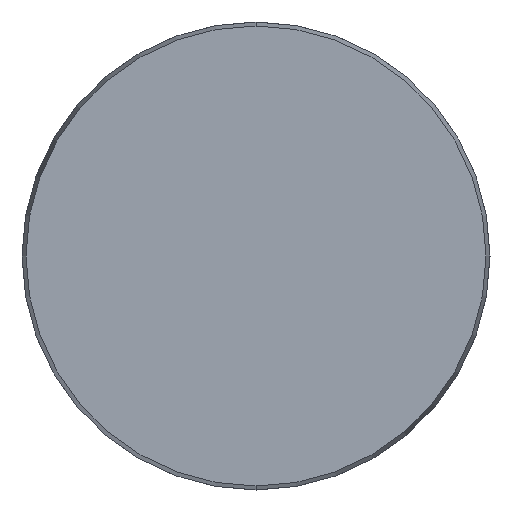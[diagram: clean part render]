
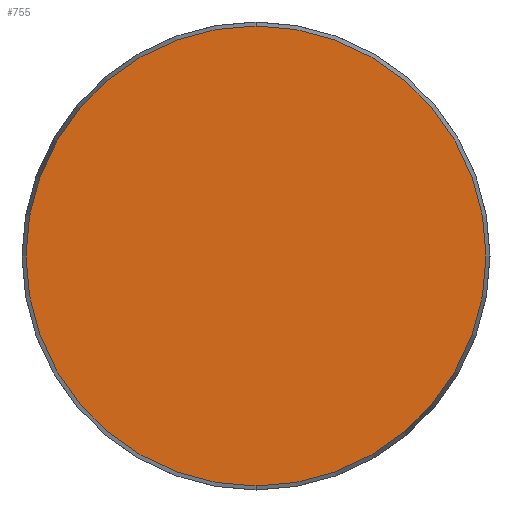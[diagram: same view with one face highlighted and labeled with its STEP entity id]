
A CAD part, front view. The second image highlights one B-rep face of the part: STEP entity #755.
In plain terms, the highlighted planar face has unit normal (0, -1, 0).
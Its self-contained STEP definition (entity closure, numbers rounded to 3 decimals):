
#13 = ORIENTED_EDGE ( 'NONE', *, *, #563, .T. ) ;
#15 = DIRECTION ( 'NONE',  ( 0., 0., 1. ) ) ;
#32 = EDGE_CURVE ( 'NONE', #214, #424, #610, .T. ) ;
#35 = CARTESIAN_POINT ( 'NONE',  ( -49.143, 0., 0. ) ) ;
#70 = ORIENTED_EDGE ( 'NONE', *, *, #32, .T. ) ;
#80 = AXIS2_PLACEMENT_3D ( 'NONE', #805, #422, #397 ) ;
#108 = AXIS2_PLACEMENT_3D ( 'NONE', #869, #161, #155 ) ;
#155 = DIRECTION ( 'NONE',  ( 0., 0., -1. ) ) ;
#161 = DIRECTION ( 'NONE',  ( 0., -1., 0. ) ) ;
#214 = VERTEX_POINT ( 'NONE', #1003 ) ;
#267 = DIRECTION ( 'NONE',  ( 0., 1., 0. ) ) ;
#367 = AXIS2_PLACEMENT_3D ( 'NONE', #35, #267, #15 ) ;
#392 = EDGE_LOOP ( 'NONE', ( #13, #70 ) ) ;
#397 = DIRECTION ( 'NONE',  ( 0., 0., -1. ) ) ;
#422 = DIRECTION ( 'NONE',  ( 0., -1., 0. ) ) ;
#424 = VERTEX_POINT ( 'NONE', #919 ) ;
#505 = PLANE ( 'NONE',  #367 ) ;
#563 = EDGE_CURVE ( 'NONE', #424, #214, #1009, .T. ) ;
#610 = CIRCLE ( 'NONE', #80, 49.143 ) ;
#755 = ADVANCED_FACE ( 'NONE', ( #808 ), #505, .F. ) ;
#805 = CARTESIAN_POINT ( 'NONE',  ( 0., 0., 0. ) ) ;
#808 = FACE_OUTER_BOUND ( 'NONE', #392, .T. ) ;
#869 = CARTESIAN_POINT ( 'NONE',  ( 0., 0., 0. ) ) ;
#919 = CARTESIAN_POINT ( 'NONE',  ( 0., 0., 49.143 ) ) ;
#1003 = CARTESIAN_POINT ( 'NONE',  ( 0., 0., -49.143 ) ) ;
#1009 = CIRCLE ( 'NONE', #108, 49.143 ) ;
